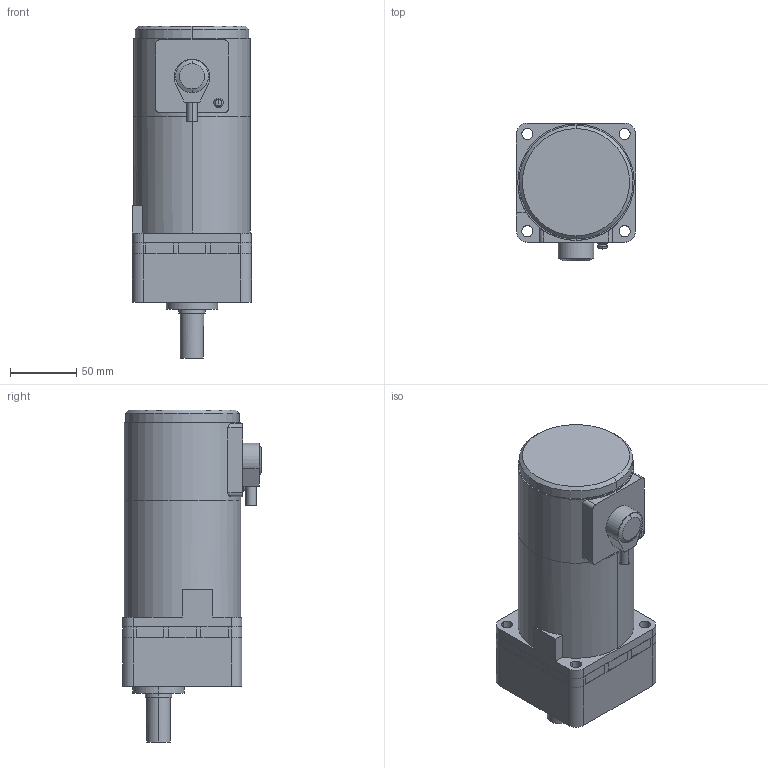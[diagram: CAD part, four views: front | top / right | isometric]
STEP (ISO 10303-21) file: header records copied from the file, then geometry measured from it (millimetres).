
FILE_DESCRIPTION (( 'STEP AP203' ), '1' );
FILE_NAME ('A1285A.STEP', '2015-04-03T05:41:37', ( 'om' ), ( 'Hewlett-Packard Company' ), 'SwSTEP 2.0', 'SolidWorks 2014', '' );
FILE_SCHEMA (( 'CONFIG_CONTROL_DESIGN' ));
Length unit declared in the file: millimetre
Products named in the file (1): A1285A
Bounding box: 90 x 104.5 x 251 mm (x, y, z)
Volume: 1393857.6 mm3; surface area: 107350.2 mm2
Topology: 2 solids, 3 shells, 223 faces, 554 edges, 352 vertices
Faces by surface type: plane 108, cylinder 101, cone 10, torus 2, sphere 2
Entity records: 6796 total; most frequent: CARTESIAN_POINT 1220, DIRECTION 1203, ORIENTED_EDGE 1104, EDGE_CURVE 552, AXIS2_PLACEMENT_3D 433, VERTEX_POINT 352, LINE 337, VECTOR 337
